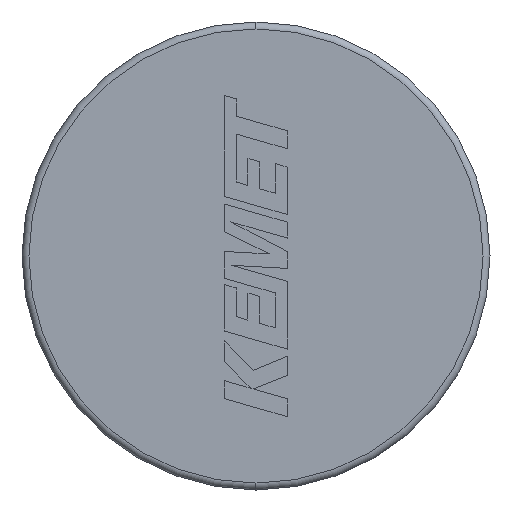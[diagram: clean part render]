
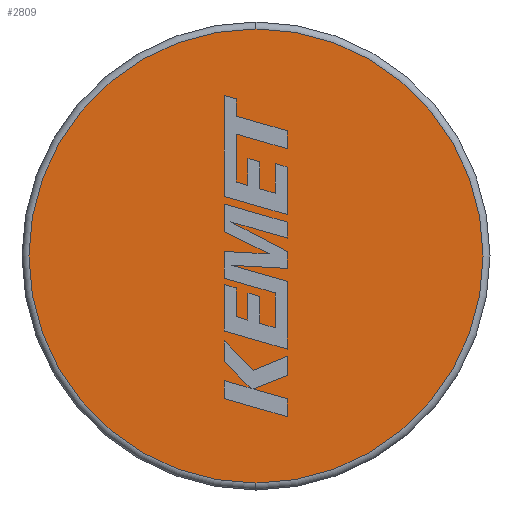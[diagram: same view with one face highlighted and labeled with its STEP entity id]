
A CAD part, left-side view. The second image highlights one B-rep face of the part: STEP entity #2809.
In plain terms, the highlighted planar face has unit normal (-1, 0, 0).
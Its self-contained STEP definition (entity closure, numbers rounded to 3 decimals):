
#122 = DIRECTION ( 'NONE',  ( -1., 0., 0. ) ) ;
#220 = FACE_OUTER_BOUND ( 'NONE', #2086, .T. ) ;
#435 = AXIS2_PLACEMENT_3D ( 'NONE', #2775, #122, #929 ) ;
#517 = DIRECTION ( 'NONE',  ( 1., 0., 0. ) ) ;
#852 = AXIS2_PLACEMENT_3D ( 'NONE', #3350, #517, #3109 ) ;
#929 = DIRECTION ( 'NONE',  ( 0., 0., -1. ) ) ;
#1227 = DIRECTION ( 'NONE',  ( 0., 0., -1. ) ) ;
#1237 = CIRCLE ( 'NONE', #435, 6.55 ) ;
#1460 = CARTESIAN_POINT ( 'NONE',  ( 0., 0., 0. ) ) ;
#1570 = VERTEX_POINT ( 'NONE', #1791 ) ;
#1791 = CARTESIAN_POINT ( 'NONE',  ( 0., 0., 6.55 ) ) ;
#1880 = ORIENTED_EDGE ( 'NONE', *, *, #3325, .T. ) ;
#1917 = ORIENTED_EDGE ( 'NONE', *, *, #3305, .T. ) ;
#2086 = EDGE_LOOP ( 'NONE', ( #1917, #1880 ) ) ;
#2252 = DIRECTION ( 'NONE',  ( -1., 0., 0. ) ) ;
#2476 = AXIS2_PLACEMENT_3D ( 'NONE', #1460, #2252, #1227 ) ;
#2775 = CARTESIAN_POINT ( 'NONE',  ( 0., 0., 0. ) ) ;
#2809 = ADVANCED_FACE ( 'NONE', ( #220 ), #3044, .F. ) ;
#2824 = CIRCLE ( 'NONE', #2476, 6.55 ) ;
#3044 = PLANE ( 'NONE',  #852 ) ;
#3059 = VERTEX_POINT ( 'NONE', #3130 ) ;
#3109 = DIRECTION ( 'NONE',  ( 0., 0., -1. ) ) ;
#3130 = CARTESIAN_POINT ( 'NONE',  ( 0., 0., -6.55 ) ) ;
#3305 = EDGE_CURVE ( 'NONE', #3059, #1570, #2824, .T. ) ;
#3325 = EDGE_CURVE ( 'NONE', #1570, #3059, #1237, .T. ) ;
#3350 = CARTESIAN_POINT ( 'NONE',  ( 0., 0., 0. ) ) ;
